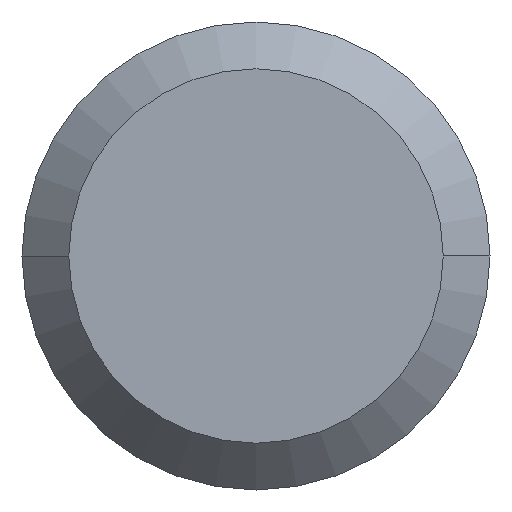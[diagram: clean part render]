
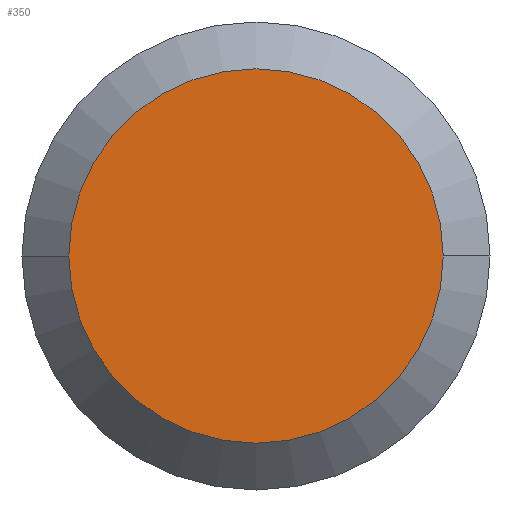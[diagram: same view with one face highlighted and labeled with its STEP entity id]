
A CAD part, left-side view. The second image highlights one B-rep face of the part: STEP entity #350.
In plain terms, the highlighted planar face has unit normal (-1, 0, 0).
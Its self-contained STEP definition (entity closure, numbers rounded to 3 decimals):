
#1 = EDGE_CURVE ( 'NONE', #44, #146, #368, .T. ) ;
#44 = VERTEX_POINT ( 'NONE', #84 ) ;
#51 = AXIS2_PLACEMENT_3D ( 'NONE', #87, #318, #341 ) ;
#64 = AXIS2_PLACEMENT_3D ( 'NONE', #225, #348, #127 ) ;
#84 = CARTESIAN_POINT ( 'NONE',  ( 0., -1.2, 0. ) ) ;
#87 = CARTESIAN_POINT ( 'NONE',  ( 0., 0., 0. ) ) ;
#100 = ORIENTED_EDGE ( 'NONE', *, *, #197, .F. ) ;
#107 = DIRECTION ( 'NONE',  ( 0., 1., 0. ) ) ;
#118 = CIRCLE ( 'NONE', #123, 1.2 ) ;
#123 = AXIS2_PLACEMENT_3D ( 'NONE', #138, #323, #107 ) ;
#127 = DIRECTION ( 'NONE',  ( 0., -1., 0. ) ) ;
#138 = CARTESIAN_POINT ( 'NONE',  ( 0., 0., 0. ) ) ;
#146 = VERTEX_POINT ( 'NONE', #236 ) ;
#156 = FACE_OUTER_BOUND ( 'NONE', #221, .T. ) ;
#160 = PLANE ( 'NONE',  #64 ) ;
#168 = ORIENTED_EDGE ( 'NONE', *, *, #1, .F. ) ;
#197 = EDGE_CURVE ( 'NONE', #146, #44, #118, .T. ) ;
#221 = EDGE_LOOP ( 'NONE', ( #100, #168 ) ) ;
#225 = CARTESIAN_POINT ( 'NONE',  ( 0., 0., 0. ) ) ;
#236 = CARTESIAN_POINT ( 'NONE',  ( 0., 1.2, 0. ) ) ;
#318 = DIRECTION ( 'NONE',  ( 1., 0., 0. ) ) ;
#323 = DIRECTION ( 'NONE',  ( 1., 0., 0. ) ) ;
#341 = DIRECTION ( 'NONE',  ( 0., 1., 0. ) ) ;
#348 = DIRECTION ( 'NONE',  ( -1., 0., 0. ) ) ;
#350 = ADVANCED_FACE ( 'NONE', ( #156 ), #160, .T. ) ;
#368 = CIRCLE ( 'NONE', #51, 1.2 ) ;
